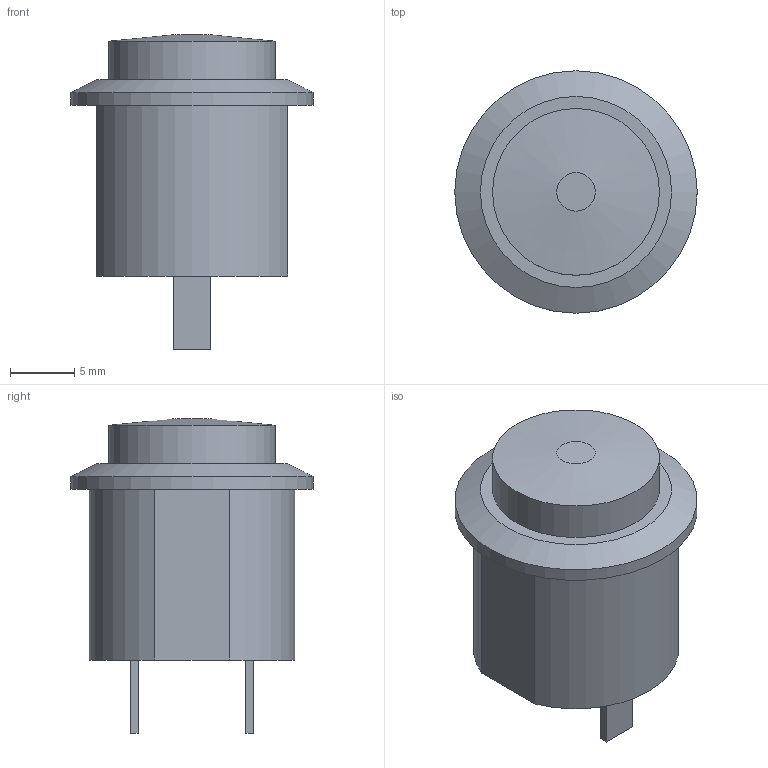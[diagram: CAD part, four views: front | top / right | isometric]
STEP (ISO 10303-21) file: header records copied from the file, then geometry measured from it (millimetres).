
FILE_DESCRIPTION(/* description */ (''),/* implementation_level */ '2;1');
FILE_NAME(/* name */ '16mm button_.step',/* time_stamp */ '2025-06-30T10:10:35+02:00',/* author */ (''),/* organization */ (''),/* preprocessor_version */ 'ST-DEVELOPER v20.1',/* originating_system */ 'Autodesk Translation Framework v14.10.0.0',/* authorisation */ '');
FILE_SCHEMA (('AUTOMOTIVE_DESIGN { 1 0 10303 214 3 1 1 }'));
Length unit declared in the file: millimetre
Products named in the file (1): 16mm button
Bounding box: 18.9 x 18.9 x 24.5 mm (x, y, z)
Volume: 3569.2 mm3; surface area: 1500.8 mm2
Topology: 1 solids, 1 shells, 22 faces, 46 edges, 30 vertices
Faces by surface type: plane 16, cylinder 4, cone 2
Full cylindrical faces by diameter (mm): 13 x1, 18.9 x1
Entity records: 651 total; most frequent: DIRECTION 102, CARTESIAN_POINT 99, ORIENTED_EDGE 92, EDGE_CURVE 46, LINE 36, VECTOR 36, AXIS2_PLACEMENT_3D 33, VERTEX_POINT 30
